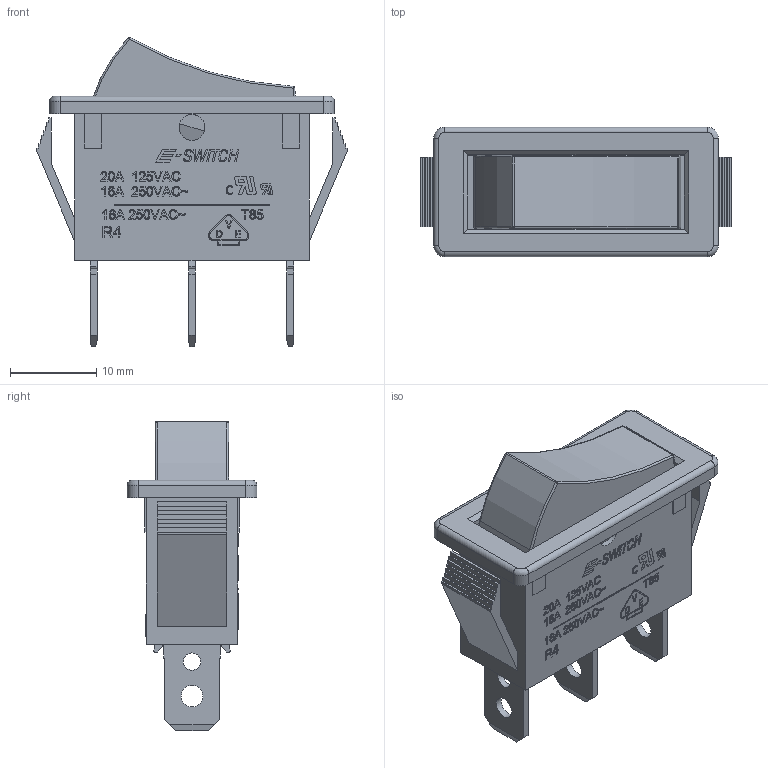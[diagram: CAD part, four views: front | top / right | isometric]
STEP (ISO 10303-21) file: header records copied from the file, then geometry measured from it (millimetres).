
FILE_DESCRIPTION(/* description */ (''),/* implementation_level */ '2;1');
FILE_NAME(/* name */ 'R4JxxxxILEFx.stp',/* time_stamp */ '2025-06-02T08:56:16-05:00',/* author */ ('mroman'),/* organization */ (''),/* preprocessor_version */ 'ST-DEVELOPER v18.1',/* originating_system */ 'Autodesk Inventor 2022',/* authorisation */ '');
FILE_SCHEMA (('AUTOMOTIVE_DESIGN { 1 0 10303 214 3 1 1 }'));
Length unit declared in the file: centimetre
Products named in the file (1): R4JxxxxILEFx
Bounding box: 36 x 15 x 35.83 mm (x, y, z)
Volume: 3174.1 mm3; surface area: 6461.8 mm2
Topology: 1 solids, 1 shells, 1032 faces, 2743 edges, 1801 vertices
Faces by surface type: plane 635, bspline 301, cylinder 70, torus 16, sphere 8, cone 2
Full cylindrical faces by diameter (mm): 2 x4, 2.5 x3, 3 x4, 3.4 x1
Entity records: 33235 total; most frequent: CARTESIAN_POINT 9454, ORIENTED_EDGE 5482, DIRECTION 3780, EDGE_CURVE 2741, LINE 1942, VECTOR 1942, VERTEX_POINT 1801, EDGE_LOOP 1138
